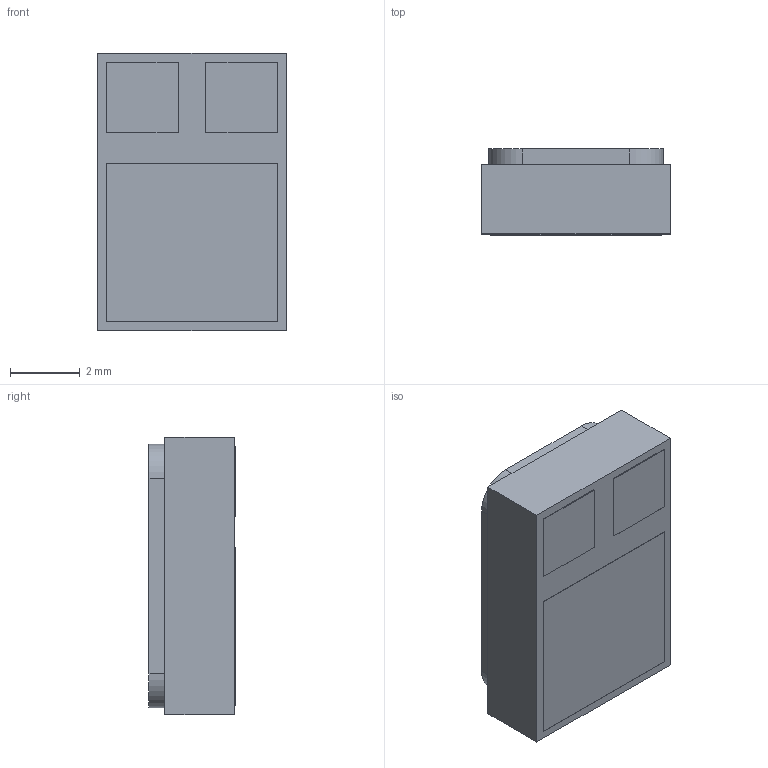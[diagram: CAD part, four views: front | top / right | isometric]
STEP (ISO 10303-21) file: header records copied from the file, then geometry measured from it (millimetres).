
FILE_DESCRIPTION (( 'STEP AP203' ), '1' );
FILE_NAME ('D100817G Rev B.STEP', '2021-11-09T20:01:05', ( '' ), ( '' ), 'SwSTEP 2.0', 'SolidWorks 2018', '' );
FILE_SCHEMA (( 'CONFIG_CONTROL_DESIGN' ));
Length unit declared in the file: inch
Products named in the file (1): D100817G Rev B
Bounding box: 5.41 x 2.46 x 7.95 mm (x, y, z)
Volume: 102.8 mm3; surface area: 151.4 mm2
Topology: 1 solids, 1 shells, 170 faces, 441 edges, 294 vertices
Faces by surface type: plane 115, bspline 41, cylinder 14
Entity records: 7450 total; most frequent: CARTESIAN_POINT 3451, ORIENTED_EDGE 882, DIRECTION 647, EDGE_CURVE 441, LINE 331, VECTOR 331, VERTEX_POINT 294, EDGE_LOOP 191
